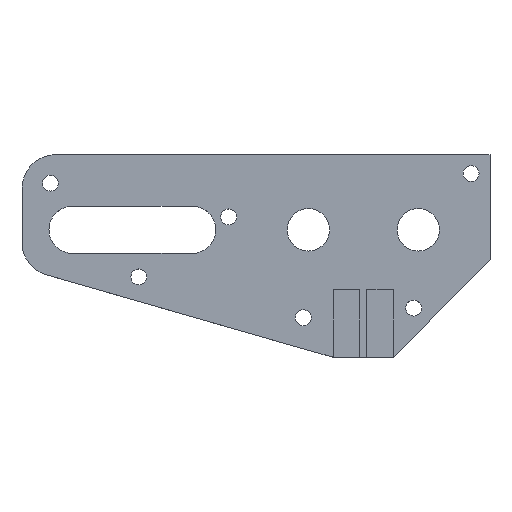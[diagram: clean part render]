
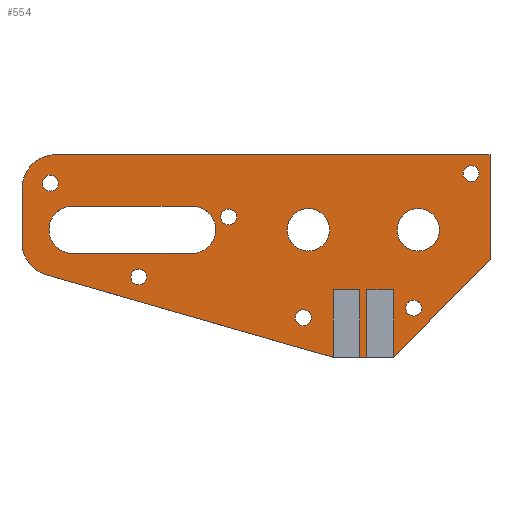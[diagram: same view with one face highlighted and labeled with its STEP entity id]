
A CAD part, top view. The second image highlights one B-rep face of the part: STEP entity #554.
In plain terms, the highlighted planar face has unit normal (0, 0, 1).
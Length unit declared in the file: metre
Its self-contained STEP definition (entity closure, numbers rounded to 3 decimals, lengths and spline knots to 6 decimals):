
#24=LINE('',#818,#74);
#25=LINE('',#822,#75);
#26=LINE('',#837,#76);
#27=LINE('',#840,#77);
#28=LINE('',#842,#78);
#29=LINE('',#844,#79);
#30=LINE('',#846,#80);
#31=LINE('',#848,#81);
#32=LINE('',#850,#82);
#33=LINE('',#852,#83);
#34=LINE('',#854,#84);
#35=LINE('',#856,#85);
#36=LINE('',#858,#86);
#37=LINE('',#862,#87);
#74=VECTOR('',#659,1.);
#75=VECTOR('',#662,1.);
#76=VECTOR('',#677,1.);
#77=VECTOR('',#678,1.);
#78=VECTOR('',#679,1.);
#79=VECTOR('',#680,1.);
#80=VECTOR('',#681,1.);
#81=VECTOR('',#682,1.);
#82=VECTOR('',#683,1.);
#83=VECTOR('',#684,1.);
#84=VECTOR('',#685,1.);
#85=VECTOR('',#686,1.);
#86=VECTOR('',#687,1.);
#87=VECTOR('',#690,1.);
#124=ORIENTED_EDGE('',*,*,#272,.F.);
#125=ORIENTED_EDGE('',*,*,#273,.T.);
#126=ORIENTED_EDGE('',*,*,#274,.T.);
#127=ORIENTED_EDGE('',*,*,#275,.T.);
#128=ORIENTED_EDGE('',*,*,#276,.F.);
#129=ORIENTED_EDGE('',*,*,#277,.F.);
#130=ORIENTED_EDGE('',*,*,#278,.F.);
#131=ORIENTED_EDGE('',*,*,#279,.F.);
#132=ORIENTED_EDGE('',*,*,#280,.F.);
#133=ORIENTED_EDGE('',*,*,#281,.F.);
#134=ORIENTED_EDGE('',*,*,#282,.F.);
#135=ORIENTED_EDGE('',*,*,#283,.F.);
#136=ORIENTED_EDGE('',*,*,#284,.T.);
#137=ORIENTED_EDGE('',*,*,#285,.T.);
#138=ORIENTED_EDGE('',*,*,#286,.T.);
#139=ORIENTED_EDGE('',*,*,#287,.T.);
#140=ORIENTED_EDGE('',*,*,#288,.T.);
#141=ORIENTED_EDGE('',*,*,#289,.F.);
#142=ORIENTED_EDGE('',*,*,#290,.T.);
#143=ORIENTED_EDGE('',*,*,#291,.T.);
#144=ORIENTED_EDGE('',*,*,#292,.T.);
#145=ORIENTED_EDGE('',*,*,#293,.F.);
#146=ORIENTED_EDGE('',*,*,#294,.F.);
#147=ORIENTED_EDGE('',*,*,#295,.T.);
#148=ORIENTED_EDGE('',*,*,#296,.T.);
#149=ORIENTED_EDGE('',*,*,#297,.T.);
#272=EDGE_CURVE('',#346,#346,#400,.T.);
#273=EDGE_CURVE('',#347,#348,#401,.T.);
#274=EDGE_CURVE('',#348,#349,#24,.T.);
#275=EDGE_CURVE('',#349,#350,#402,.T.);
#276=EDGE_CURVE('',#347,#350,#25,.T.);
#277=EDGE_CURVE('',#351,#351,#403,.T.);
#278=EDGE_CURVE('',#352,#352,#404,.T.);
#279=EDGE_CURVE('',#353,#353,#405,.T.);
#280=EDGE_CURVE('',#354,#354,#406,.T.);
#281=EDGE_CURVE('',#355,#355,#407,.T.);
#282=EDGE_CURVE('',#356,#356,#408,.T.);
#283=EDGE_CURVE('',#357,#357,#409,.T.);
#284=EDGE_CURVE('',#358,#359,#26,.T.);
#285=EDGE_CURVE('',#359,#360,#27,.T.);
#286=EDGE_CURVE('',#360,#361,#28,.T.);
#287=EDGE_CURVE('',#361,#362,#29,.T.);
#288=EDGE_CURVE('',#362,#363,#30,.T.);
#289=EDGE_CURVE('',#364,#363,#31,.T.);
#290=EDGE_CURVE('',#364,#365,#32,.T.);
#291=EDGE_CURVE('',#365,#366,#33,.T.);
#292=EDGE_CURVE('',#366,#367,#34,.T.);
#293=EDGE_CURVE('',#368,#367,#35,.T.);
#294=EDGE_CURVE('',#369,#368,#36,.T.);
#295=EDGE_CURVE('',#369,#370,#410,.T.);
#296=EDGE_CURVE('',#370,#371,#37,.T.);
#297=EDGE_CURVE('',#371,#358,#411,.T.);
#346=VERTEX_POINT('',#814);
#347=VERTEX_POINT('',#816);
#348=VERTEX_POINT('',#817);
#349=VERTEX_POINT('',#819);
#350=VERTEX_POINT('',#821);
#351=VERTEX_POINT('',#824);
#352=VERTEX_POINT('',#826);
#353=VERTEX_POINT('',#828);
#354=VERTEX_POINT('',#830);
#355=VERTEX_POINT('',#832);
#356=VERTEX_POINT('',#834);
#357=VERTEX_POINT('',#836);
#358=VERTEX_POINT('',#838);
#359=VERTEX_POINT('',#839);
#360=VERTEX_POINT('',#841);
#361=VERTEX_POINT('',#843);
#362=VERTEX_POINT('',#845);
#363=VERTEX_POINT('',#847);
#364=VERTEX_POINT('',#849);
#365=VERTEX_POINT('',#851);
#366=VERTEX_POINT('',#853);
#367=VERTEX_POINT('',#855);
#368=VERTEX_POINT('',#857);
#369=VERTEX_POINT('',#859);
#370=VERTEX_POINT('',#861);
#371=VERTEX_POINT('',#863);
#400=CIRCLE('',#598,0.0015);
#401=CIRCLE('',#599,0.004445);
#402=CIRCLE('',#600,0.004445);
#403=CIRCLE('',#601,0.0015);
#404=CIRCLE('',#602,0.0015);
#405=CIRCLE('',#603,0.0015);
#406=CIRCLE('',#604,0.0015);
#407=CIRCLE('',#605,0.0015);
#408=CIRCLE('',#606,0.004);
#409=CIRCLE('',#607,0.004);
#410=CIRCLE('',#608,0.00635);
#411=CIRCLE('',#609,0.00635);
#424=EDGE_LOOP('',(#124));
#425=EDGE_LOOP('',(#125,#126,#127,#128));
#426=EDGE_LOOP('',(#129));
#427=EDGE_LOOP('',(#130));
#428=EDGE_LOOP('',(#131));
#429=EDGE_LOOP('',(#132));
#430=EDGE_LOOP('',(#133));
#431=EDGE_LOOP('',(#134));
#432=EDGE_LOOP('',(#135));
#433=EDGE_LOOP('',(#136,#137,#138,#139,#140,#141,#142,#143,#144,#145,#146,
#147,#148,#149));
#480=FACE_BOUND('',#424,.T.);
#481=FACE_BOUND('',#425,.T.);
#482=FACE_BOUND('',#426,.T.);
#483=FACE_BOUND('',#427,.T.);
#484=FACE_BOUND('',#428,.T.);
#485=FACE_BOUND('',#429,.T.);
#486=FACE_BOUND('',#430,.T.);
#487=FACE_BOUND('',#431,.T.);
#488=FACE_BOUND('',#432,.T.);
#489=FACE_BOUND('',#433,.T.);
#536=PLANE('',#597);
#554=ADVANCED_FACE('',(#480,#481,#482,#483,#484,#485,#486,#487,#488,#489),
#536,.T.);
#597=AXIS2_PLACEMENT_3D('',#812,#653,#654);
#598=AXIS2_PLACEMENT_3D('',#813,#655,#656);
#599=AXIS2_PLACEMENT_3D('',#815,#657,#658);
#600=AXIS2_PLACEMENT_3D('',#820,#660,#661);
#601=AXIS2_PLACEMENT_3D('',#823,#663,#664);
#602=AXIS2_PLACEMENT_3D('',#825,#665,#666);
#603=AXIS2_PLACEMENT_3D('',#827,#667,#668);
#604=AXIS2_PLACEMENT_3D('',#829,#669,#670);
#605=AXIS2_PLACEMENT_3D('',#831,#671,#672);
#606=AXIS2_PLACEMENT_3D('',#833,#673,#674);
#607=AXIS2_PLACEMENT_3D('',#835,#675,#676);
#608=AXIS2_PLACEMENT_3D('',#860,#688,#689);
#609=AXIS2_PLACEMENT_3D('',#864,#691,#692);
#653=DIRECTION('',(0.,0.,1.));
#654=DIRECTION('',(1.,0.,0.));
#655=DIRECTION('',(0.,0.,1.));
#656=DIRECTION('',(1.,0.,0.));
#657=DIRECTION('',(0.,0.,-1.));
#658=DIRECTION('',(1.,0.,0.));
#659=DIRECTION('',(-1.,0.,0.));
#660=DIRECTION('',(0.,0.,-1.));
#661=DIRECTION('',(1.,0.,0.));
#662=DIRECTION('',(-1.,0.,0.));
#663=DIRECTION('',(0.,0.,1.));
#664=DIRECTION('',(1.,0.,0.));
#665=DIRECTION('',(0.,0.,1.));
#666=DIRECTION('',(1.,0.,0.));
#667=DIRECTION('',(0.,0.,1.));
#668=DIRECTION('',(1.,0.,0.));
#669=DIRECTION('',(0.,0.,1.));
#670=DIRECTION('',(1.,0.,0.));
#671=DIRECTION('',(0.,0.,1.));
#672=DIRECTION('',(1.,0.,0.));
#673=DIRECTION('',(0.,0.,1.));
#674=DIRECTION('',(1.,0.,0.));
#675=DIRECTION('',(0.,0.,1.));
#676=DIRECTION('',(1.,0.,0.));
#677=DIRECTION('',(0.961,-0.276,0.));
#678=DIRECTION('',(0.,1.,0.));
#679=DIRECTION('',(1.,0.,0.));
#680=DIRECTION('',(0.,-1.,0.));
#681=DIRECTION('',(1.,0.,0.));
#682=DIRECTION('',(0.,-1.,0.));
#683=DIRECTION('',(1.,0.,0.));
#684=DIRECTION('',(0.,-1.,0.));
#685=DIRECTION('',(0.701,0.713,0.));
#686=DIRECTION('',(0.,-1.,0.));
#687=DIRECTION('',(1.,0.,0.));
#688=DIRECTION('',(0.,0.,1.));
#689=DIRECTION('',(1.,0.,0.));
#690=DIRECTION('',(0.,-1.,0.));
#691=DIRECTION('',(0.,0.,1.));
#692=DIRECTION('',(1.,0.,0.));
#812=CARTESIAN_POINT('',(-0.076211,0.13675,0.));
#813=CARTESIAN_POINT('',(-0.05863,0.139179,0.));
#814=CARTESIAN_POINT('',(-0.05713,0.139179,0.));
#815=CARTESIAN_POINT('',(-0.065516,0.13675,0.));
#816=CARTESIAN_POINT('',(-0.065516,0.141195,0.));
#817=CARTESIAN_POINT('',(-0.065516,0.132305,0.));
#818=CARTESIAN_POINT('',(-0.076809,0.132305,0.));
#819=CARTESIAN_POINT('',(-0.088102,0.132305,0.));
#820=CARTESIAN_POINT('',(-0.088102,0.13675,0.));
#821=CARTESIAN_POINT('',(-0.088102,0.141195,0.));
#822=CARTESIAN_POINT('',(-0.076809,0.141195,0.));
#823=CARTESIAN_POINT('',(-0.012884,0.147361,0.));
#824=CARTESIAN_POINT('',(-0.011384,0.147361,0.));
#825=CARTESIAN_POINT('',(-0.075574,0.12786,0.));
#826=CARTESIAN_POINT('',(-0.074074,0.12786,0.));
#827=CARTESIAN_POINT('',(-0.092258,0.145556,0.));
#828=CARTESIAN_POINT('',(-0.090758,0.145556,0.));
#829=CARTESIAN_POINT('',(-0.044566,0.120168,0.));
#830=CARTESIAN_POINT('',(-0.043066,0.120168,0.));
#831=CARTESIAN_POINT('',(-0.023711,0.121984,0.));
#832=CARTESIAN_POINT('',(-0.022211,0.121984,0.));
#833=CARTESIAN_POINT('',(-0.04359,0.13675,0.));
#834=CARTESIAN_POINT('',(-0.03959,0.13675,0.));
#835=CARTESIAN_POINT('',(-0.02286,0.13675,0.));
#836=CARTESIAN_POINT('',(-0.01886,0.13675,0.));
#837=CARTESIAN_POINT('',(-0.065986,0.120476,0.));
#838=CARTESIAN_POINT('',(-0.093032,0.128257,0.));
#839=CARTESIAN_POINT('',(-0.03894,0.112695,0.));
#840=CARTESIAN_POINT('',(-0.03894,0.119045,0.));
#841=CARTESIAN_POINT('',(-0.03894,0.125395,0.));
#842=CARTESIAN_POINT('',(-0.0364,0.125395,0.));
#843=CARTESIAN_POINT('',(-0.03386,0.125395,0.));
#844=CARTESIAN_POINT('',(-0.03386,0.119045,0.));
#845=CARTESIAN_POINT('',(-0.03386,0.112695,0.));
#846=CARTESIAN_POINT('',(-0.03005,0.112695,0.));
#847=CARTESIAN_POINT('',(-0.03259,0.112695,0.));
#848=CARTESIAN_POINT('',(-0.03259,0.119045,0.));
#849=CARTESIAN_POINT('',(-0.03259,0.125395,0.));
#850=CARTESIAN_POINT('',(-0.03005,0.125395,0.));
#851=CARTESIAN_POINT('',(-0.02751,0.125395,0.));
#852=CARTESIAN_POINT('',(-0.02751,0.119045,0.));
#853=CARTESIAN_POINT('',(-0.02751,0.112695,0.));
#854=CARTESIAN_POINT('',(-0.018415,0.121954,0.));
#855=CARTESIAN_POINT('',(-0.00932,0.131212,0.));
#856=CARTESIAN_POINT('',(-0.00932,0.141069,0.));
#857=CARTESIAN_POINT('',(-0.00932,0.150925,0.));
#858=CARTESIAN_POINT('',(-0.033225,0.150925,0.));
#859=CARTESIAN_POINT('',(-0.091277,0.150925,0.));
#860=CARTESIAN_POINT('',(-0.091277,0.144575,0.));
#861=CARTESIAN_POINT('',(-0.097627,0.144575,0.));
#862=CARTESIAN_POINT('',(-0.097627,0.139467,0.));
#863=CARTESIAN_POINT('',(-0.097627,0.13436,0.));
#864=CARTESIAN_POINT('',(-0.091277,0.13436,0.));
